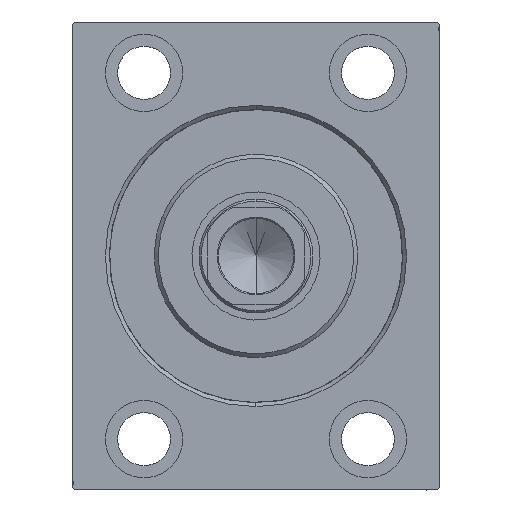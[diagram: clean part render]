
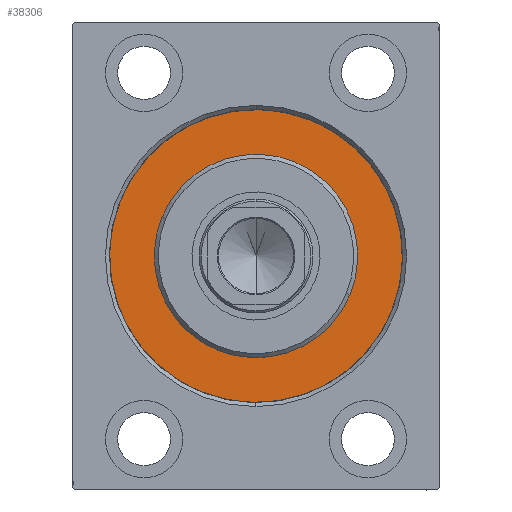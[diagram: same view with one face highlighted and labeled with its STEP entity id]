
A CAD part, left-side view. The second image highlights one B-rep face of the part: STEP entity #38306.
In plain terms, the highlighted face is planar.
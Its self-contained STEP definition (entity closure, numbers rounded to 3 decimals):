
#94 = AXIS2_PLACEMENT_3D ( 'NONE', #17356, #38142, #34750 ) ;
#4035 = DIRECTION ( 'NONE',  ( 1., 0., 0. ) ) ;
#4048 = ORIENTED_EDGE ( 'NONE', *, *, #12797, .F. ) ;
#4081 = DIRECTION ( 'NONE',  ( 0., 0., 1. ) ) ;
#5422 = AXIS2_PLACEMENT_3D ( 'NONE', #6290, #40870, #40425 ) ;
#5460 = CIRCLE ( 'NONE', #35776, 36. ) ;
#6290 = CARTESIAN_POINT ( 'NONE',  ( 0., 0., 0. ) ) ;
#7436 = DIRECTION ( 'NONE',  ( 0., 0., -1. ) ) ;
#7911 = ORIENTED_EDGE ( 'NONE', *, *, #25049, .F. ) ;
#11323 = DIRECTION ( 'NONE',  ( -1., 0., 0. ) ) ;
#11436 = ORIENTED_EDGE ( 'NONE', *, *, #35453, .F. ) ;
#12797 = EDGE_CURVE ( 'NONE', #28906, #42985, #43770, .T. ) ;
#13140 = CARTESIAN_POINT ( 'NONE',  ( 0., 0., -36. ) ) ;
#14446 = CARTESIAN_POINT ( 'NONE',  ( 0., 0., 0. ) ) ;
#14586 = EDGE_CURVE ( 'NONE', #42985, #28906, #37316, .T. ) ;
#14713 = CARTESIAN_POINT ( 'NONE',  ( 0., 0., 0. ) ) ;
#15889 = EDGE_LOOP ( 'NONE', ( #35629, #4048 ) ) ;
#17241 = CARTESIAN_POINT ( 'NONE',  ( 0., 0., -25. ) ) ;
#17356 = CARTESIAN_POINT ( 'NONE',  ( 0., 0., 0. ) ) ;
#19628 = FACE_BOUND ( 'NONE', #15889, .T. ) ;
#21647 = VERTEX_POINT ( 'NONE', #13140 ) ;
#21649 = CARTESIAN_POINT ( 'NONE',  ( 0., 0., 0. ) ) ;
#23696 = PLANE ( 'NONE',  #5422 ) ;
#25035 = DIRECTION ( 'NONE',  ( 1., 0., 0. ) ) ;
#25049 = EDGE_CURVE ( 'NONE', #21647, #27996, #30426, .T. ) ;
#27760 = EDGE_LOOP ( 'NONE', ( #7911, #11436 ) ) ;
#27996 = VERTEX_POINT ( 'NONE', #43030 ) ;
#28878 = DIRECTION ( 'NONE',  ( 0., 0., -1. ) ) ;
#28906 = VERTEX_POINT ( 'NONE', #17241 ) ;
#30426 = CIRCLE ( 'NONE', #94, 36. ) ;
#34750 = DIRECTION ( 'NONE',  ( 0., 0., 1. ) ) ;
#35453 = EDGE_CURVE ( 'NONE', #27996, #21647, #5460, .T. ) ;
#35629 = ORIENTED_EDGE ( 'NONE', *, *, #14586, .F. ) ;
#35776 = AXIS2_PLACEMENT_3D ( 'NONE', #14713, #11323, #4081 ) ;
#37316 = CIRCLE ( 'NONE', #44510, 25. ) ;
#37987 = AXIS2_PLACEMENT_3D ( 'NONE', #21649, #25035, #28878 ) ;
#38142 = DIRECTION ( 'NONE',  ( -1., 0., 0. ) ) ;
#38306 = ADVANCED_FACE ( 'NONE', ( #19628, #44035 ), #23696, .F. ) ;
#40425 = DIRECTION ( 'NONE',  ( 0., 0., 1. ) ) ;
#40870 = DIRECTION ( 'NONE',  ( -1., 0., 0. ) ) ;
#41044 = CARTESIAN_POINT ( 'NONE',  ( 0., 0., 25. ) ) ;
#42985 = VERTEX_POINT ( 'NONE', #41044 ) ;
#43030 = CARTESIAN_POINT ( 'NONE',  ( 0., 0., 36. ) ) ;
#43770 = CIRCLE ( 'NONE', #37987, 25. ) ;
#44035 = FACE_OUTER_BOUND ( 'NONE', #27760, .T. ) ;
#44510 = AXIS2_PLACEMENT_3D ( 'NONE', #14446, #4035, #7436 ) ;
